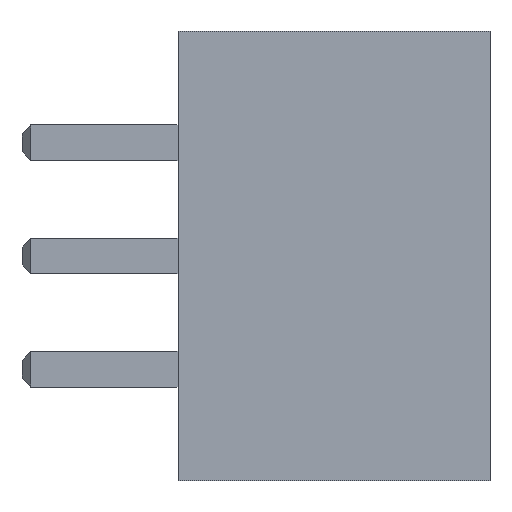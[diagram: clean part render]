
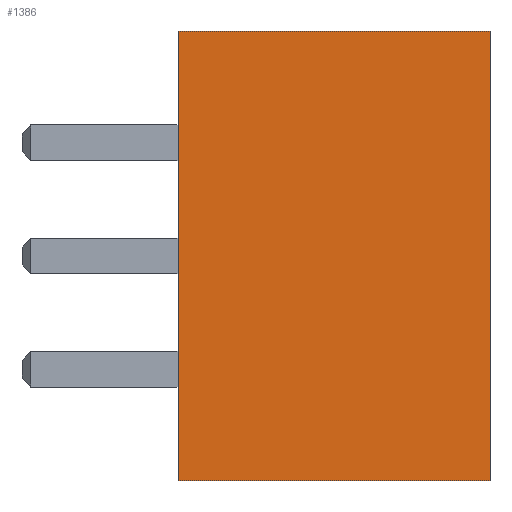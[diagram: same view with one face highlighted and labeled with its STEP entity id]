
A CAD part, left-side view. The second image highlights one B-rep face of the part: STEP entity #1386.
In plain terms, the highlighted planar face has unit normal (-1, 0, 0).
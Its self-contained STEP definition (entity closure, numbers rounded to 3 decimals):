
#25=DIRECTION('',(0.,0.,-1.));
#26=VECTOR('',#25,10.08);
#27=CARTESIAN_POINT('',(-3.5,0.,5.04));
#28=LINE('',#27,#26);
#205=DIRECTION('',(0.,0.,-1.));
#206=VECTOR('',#205,10.08);
#207=CARTESIAN_POINT('',(-3.5,-7.,5.04));
#208=LINE('',#207,#206);
#257=DIRECTION('',(0.,-1.,0.));
#258=VECTOR('',#257,7.);
#259=CARTESIAN_POINT('',(-3.5,0.,-5.04));
#260=LINE('',#259,#258);
#265=DIRECTION('',(0.,-1.,0.));
#266=VECTOR('',#265,7.);
#267=CARTESIAN_POINT('',(-3.5,0.,5.04));
#268=LINE('',#267,#266);
#765=CARTESIAN_POINT('',(-3.5,0.,5.04));
#766=VERTEX_POINT('',#765);
#767=CARTESIAN_POINT('',(-3.5,0.,-5.04));
#768=VERTEX_POINT('',#767);
#769=CARTESIAN_POINT('',(-3.5,-7.,5.04));
#770=CARTESIAN_POINT('',(-3.5,-7.,-5.04));
#771=VERTEX_POINT('',#769);
#772=VERTEX_POINT('',#770);
#1374=CARTESIAN_POINT('',(-3.5,0.,5.04));
#1375=DIRECTION('',(-1.,0.,0.));
#1376=DIRECTION('',(0.,0.,-1.));
#1377=AXIS2_PLACEMENT_3D('',#1374,#1375,#1376);
#1378=PLANE('',#1377);
#1379=ORIENTED_EDGE('',*,*,#1002,.F.);
#1381=ORIENTED_EDGE('',*,*,#1380,.T.);
#1382=ORIENTED_EDGE('',*,*,#1277,.T.);
#1383=ORIENTED_EDGE('',*,*,#1359,.F.);
#1384=EDGE_LOOP('',(#1379,#1381,#1382,#1383));
#1385=FACE_OUTER_BOUND('',#1384,.F.);
#1002=EDGE_CURVE('',#766,#768,#28,.T.);
#1277=EDGE_CURVE('',#771,#772,#208,.T.);
#1359=EDGE_CURVE('',#768,#772,#260,.T.);
#1380=EDGE_CURVE('',#766,#771,#268,.T.);
#1386=ADVANCED_FACE('',(#1385),#1378,.T.);
